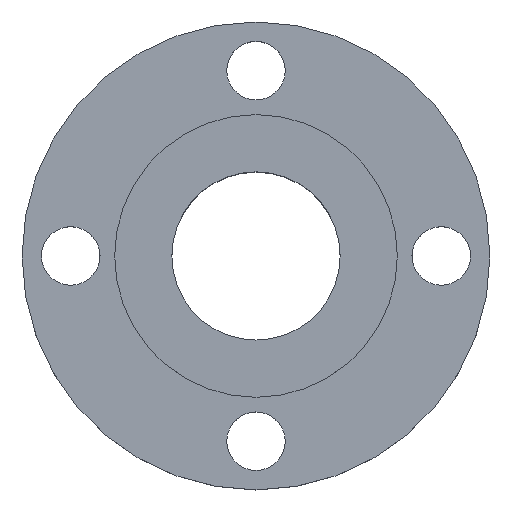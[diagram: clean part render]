
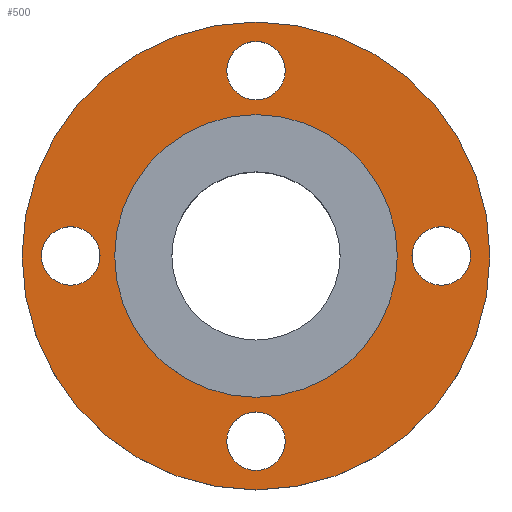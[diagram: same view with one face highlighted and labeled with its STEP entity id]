
A CAD part, top view. The second image highlights one B-rep face of the part: STEP entity #500.
In plain terms, the highlighted planar face has unit normal (0, 0, 1).
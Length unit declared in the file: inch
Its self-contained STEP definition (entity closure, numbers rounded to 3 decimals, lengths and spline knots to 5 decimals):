
#1 = CARTESIAN_POINT ( 'NONE',  ( 0., 2.375, -0.0625 ) ) ;
#2 = EDGE_LOOP ( 'NONE', ( #604, #520 ) ) ;
#14 = ORIENTED_EDGE ( 'NONE', *, *, #271, .F. ) ;
#16 = CARTESIAN_POINT ( 'NONE',  ( 2.75, 0., -0.0625 ) ) ;
#27 = DIRECTION ( 'NONE',  ( -1., 0., 0. ) ) ;
#34 = CARTESIAN_POINT ( 'NONE',  ( 0., 2.375, -0.0625 ) ) ;
#41 = CIRCLE ( 'NONE', #53, 0.375 ) ;
#42 = CIRCLE ( 'NONE', #683, 0.375 ) ;
#49 = VERTEX_POINT ( 'NONE', #183 ) ;
#50 = AXIS2_PLACEMENT_3D ( 'NONE', #1, #267, #536 ) ;
#53 = AXIS2_PLACEMENT_3D ( 'NONE', #821, #690, #227 ) ;
#58 = CARTESIAN_POINT ( 'NONE',  ( 0.375, 2.375, -0.0625 ) ) ;
#71 = DIRECTION ( 'NONE',  ( 0., 0., -1. ) ) ;
#73 = AXIS2_PLACEMENT_3D ( 'NONE', #626, #347, #27 ) ;
#77 = DIRECTION ( 'NONE',  ( 0., 0., 1. ) ) ;
#81 = PLANE ( 'NONE',  #206 ) ;
#83 = CIRCLE ( 'NONE', #50, 0.375 ) ;
#84 = CARTESIAN_POINT ( 'NONE',  ( 0., 0., -0.0625 ) ) ;
#92 = EDGE_LOOP ( 'NONE', ( #454, #793 ) ) ;
#101 = CARTESIAN_POINT ( 'NONE',  ( 1.8125, 0., -0.0625 ) ) ;
#106 = EDGE_CURVE ( 'NONE', #218, #831, #817, .T. ) ;
#114 = CARTESIAN_POINT ( 'NONE',  ( -3., 0., -0.0625 ) ) ;
#133 = DIRECTION ( 'NONE',  ( 1., 0., 0. ) ) ;
#135 = AXIS2_PLACEMENT_3D ( 'NONE', #84, #142, #403 ) ;
#141 = ORIENTED_EDGE ( 'NONE', *, *, #228, .F. ) ;
#142 = DIRECTION ( 'NONE',  ( 0., 0., 1. ) ) ;
#143 = VERTEX_POINT ( 'NONE', #16 ) ;
#149 = CARTESIAN_POINT ( 'NONE',  ( 0., -2.375, -0.0625 ) ) ;
#153 = FACE_BOUND ( 'NONE', #597, .T. ) ;
#158 = AXIS2_PLACEMENT_3D ( 'NONE', #359, #570, #498 ) ;
#165 = AXIS2_PLACEMENT_3D ( 'NONE', #717, #77, #538 ) ;
#174 = CIRCLE ( 'NONE', #510, 0.375 ) ;
#176 = DIRECTION ( 'NONE',  ( 1., 0., 0. ) ) ;
#183 = CARTESIAN_POINT ( 'NONE',  ( -2.75, 0., -0.0625 ) ) ;
#201 = ORIENTED_EDGE ( 'NONE', *, *, #759, .F. ) ;
#206 = AXIS2_PLACEMENT_3D ( 'NONE', #735, #71, #680 ) ;
#208 = FACE_BOUND ( 'NONE', #663, .T. ) ;
#212 = EDGE_CURVE ( 'NONE', #831, #218, #633, .T. ) ;
#214 = FACE_OUTER_BOUND ( 'NONE', #264, .T. ) ;
#218 = VERTEX_POINT ( 'NONE', #681 ) ;
#227 = DIRECTION ( 'NONE',  ( -1., 0., 0. ) ) ;
#228 = EDGE_CURVE ( 'NONE', #565, #49, #42, .T. ) ;
#229 = EDGE_CURVE ( 'NONE', #799, #434, #672, .T. ) ;
#264 = EDGE_LOOP ( 'NONE', ( #700, #697 ) ) ;
#267 = DIRECTION ( 'NONE',  ( 0., 0., 1. ) ) ;
#271 = EDGE_CURVE ( 'NONE', #143, #366, #433, .T. ) ;
#277 = DIRECTION ( 'NONE',  ( 0., 1., 0. ) ) ;
#283 = DIRECTION ( 'NONE',  ( 0., 0., 1. ) ) ;
#296 = EDGE_CURVE ( 'NONE', #366, #143, #41, .T. ) ;
#309 = CIRCLE ( 'NONE', #804, 1.8125 ) ;
#347 = DIRECTION ( 'NONE',  ( 0., 0., 1. ) ) ;
#350 = VERTEX_POINT ( 'NONE', #784 ) ;
#354 = EDGE_LOOP ( 'NONE', ( #14, #360 ) ) ;
#359 = CARTESIAN_POINT ( 'NONE',  ( -2.375, 0., -0.0625 ) ) ;
#360 = ORIENTED_EDGE ( 'NONE', *, *, #296, .F. ) ;
#366 = VERTEX_POINT ( 'NONE', #504 ) ;
#384 = CARTESIAN_POINT ( 'NONE',  ( 0., 0., -0.0625 ) ) ;
#397 = FACE_BOUND ( 'NONE', #354, .T. ) ;
#403 = DIRECTION ( 'NONE',  ( 1., 0., 0. ) ) ;
#410 = CIRCLE ( 'NONE', #165, 3. ) ;
#428 = ORIENTED_EDGE ( 'NONE', *, *, #212, .F. ) ;
#430 = VERTEX_POINT ( 'NONE', #101 ) ;
#433 = CIRCLE ( 'NONE', #73, 0.375 ) ;
#434 = VERTEX_POINT ( 'NONE', #773 ) ;
#437 = CARTESIAN_POINT ( 'NONE',  ( -0.375, -2.375, -0.0625 ) ) ;
#450 = EDGE_CURVE ( 'NONE', #434, #799, #410, .T. ) ;
#454 = ORIENTED_EDGE ( 'NONE', *, *, #751, .F. ) ;
#474 = ORIENTED_EDGE ( 'NONE', *, *, #106, .F. ) ;
#478 = FACE_BOUND ( 'NONE', #2, .T. ) ;
#482 = DIRECTION ( 'NONE',  ( 0., 0., 1. ) ) ;
#489 = DIRECTION ( 'NONE',  ( 0., -1., 0. ) ) ;
#491 = VERTEX_POINT ( 'NONE', #807 ) ;
#498 = DIRECTION ( 'NONE',  ( 1., 0., 0. ) ) ;
#500 = ADVANCED_FACE ( 'NONE', ( #612, #397, #208, #153, #478, #214 ), #81, .F. ) ;
#504 = CARTESIAN_POINT ( 'NONE',  ( 2., 0., -0.0625 ) ) ;
#510 = AXIS2_PLACEMENT_3D ( 'NONE', #34, #706, #489 ) ;
#519 = EDGE_CURVE ( 'NONE', #491, #430, #655, .T. ) ;
#520 = ORIENTED_EDGE ( 'NONE', *, *, #519, .F. ) ;
#529 = AXIS2_PLACEMENT_3D ( 'NONE', #653, #699, #640 ) ;
#536 = DIRECTION ( 'NONE',  ( 0., -1., 0. ) ) ;
#538 = DIRECTION ( 'NONE',  ( 1., 0., 0. ) ) ;
#557 = DIRECTION ( 'NONE',  ( 0., 1., 0. ) ) ;
#565 = VERTEX_POINT ( 'NONE', #858 ) ;
#570 = DIRECTION ( 'NONE',  ( 0., 0., 1. ) ) ;
#579 = CARTESIAN_POINT ( 'NONE',  ( -2.375, 0., -0.0625 ) ) ;
#597 = EDGE_LOOP ( 'NONE', ( #141, #201 ) ) ;
#604 = ORIENTED_EDGE ( 'NONE', *, *, #634, .F. ) ;
#612 = FACE_BOUND ( 'NONE', #92, .T. ) ;
#626 = CARTESIAN_POINT ( 'NONE',  ( 2.375, 0., -0.0625 ) ) ;
#633 = CIRCLE ( 'NONE', #718, 0.375 ) ;
#634 = EDGE_CURVE ( 'NONE', #430, #491, #309, .T. ) ;
#640 = DIRECTION ( 'NONE',  ( 1., 0., 0. ) ) ;
#653 = CARTESIAN_POINT ( 'NONE',  ( 0., 0., -0.0625 ) ) ;
#655 = CIRCLE ( 'NONE', #135, 1.8125 ) ;
#663 = EDGE_LOOP ( 'NONE', ( #474, #428 ) ) ;
#666 = DIRECTION ( 'NONE',  ( 0., 0., 1. ) ) ;
#672 = CIRCLE ( 'NONE', #529, 3. ) ;
#680 = DIRECTION ( 'NONE',  ( -1., 0., 0. ) ) ;
#681 = CARTESIAN_POINT ( 'NONE',  ( 0.375, -2.375, -0.0625 ) ) ;
#683 = AXIS2_PLACEMENT_3D ( 'NONE', #579, #764, #176 ) ;
#686 = VERTEX_POINT ( 'NONE', #58 ) ;
#687 = CARTESIAN_POINT ( 'NONE',  ( 0., -2.375, -0.0625 ) ) ;
#690 = DIRECTION ( 'NONE',  ( 0., 0., 1. ) ) ;
#697 = ORIENTED_EDGE ( 'NONE', *, *, #229, .T. ) ;
#699 = DIRECTION ( 'NONE',  ( 0., 0., 1. ) ) ;
#700 = ORIENTED_EDGE ( 'NONE', *, *, #450, .T. ) ;
#706 = DIRECTION ( 'NONE',  ( 0., 0., 1. ) ) ;
#717 = CARTESIAN_POINT ( 'NONE',  ( 0., 0., -0.0625 ) ) ;
#718 = AXIS2_PLACEMENT_3D ( 'NONE', #149, #283, #277 ) ;
#735 = CARTESIAN_POINT ( 'NONE',  ( 0., 1.8125, -0.0625 ) ) ;
#751 = EDGE_CURVE ( 'NONE', #686, #350, #83, .T. ) ;
#758 = AXIS2_PLACEMENT_3D ( 'NONE', #687, #482, #557 ) ;
#759 = EDGE_CURVE ( 'NONE', #49, #565, #857, .T. ) ;
#764 = DIRECTION ( 'NONE',  ( 0., 0., 1. ) ) ;
#773 = CARTESIAN_POINT ( 'NONE',  ( 3., 0., -0.0625 ) ) ;
#784 = CARTESIAN_POINT ( 'NONE',  ( -0.375, 2.375, -0.0625 ) ) ;
#793 = ORIENTED_EDGE ( 'NONE', *, *, #830, .F. ) ;
#799 = VERTEX_POINT ( 'NONE', #114 ) ;
#804 = AXIS2_PLACEMENT_3D ( 'NONE', #384, #666, #133 ) ;
#807 = CARTESIAN_POINT ( 'NONE',  ( -1.8125, 0., -0.0625 ) ) ;
#817 = CIRCLE ( 'NONE', #758, 0.375 ) ;
#821 = CARTESIAN_POINT ( 'NONE',  ( 2.375, 0., -0.0625 ) ) ;
#830 = EDGE_CURVE ( 'NONE', #350, #686, #174, .T. ) ;
#831 = VERTEX_POINT ( 'NONE', #437 ) ;
#857 = CIRCLE ( 'NONE', #158, 0.375 ) ;
#858 = CARTESIAN_POINT ( 'NONE',  ( -2., 0., -0.0625 ) ) ;
